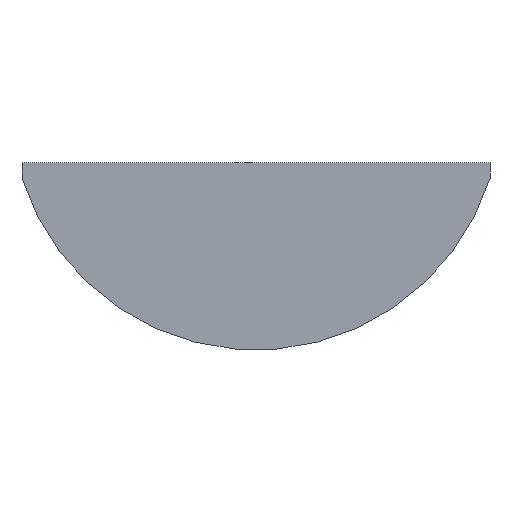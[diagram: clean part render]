
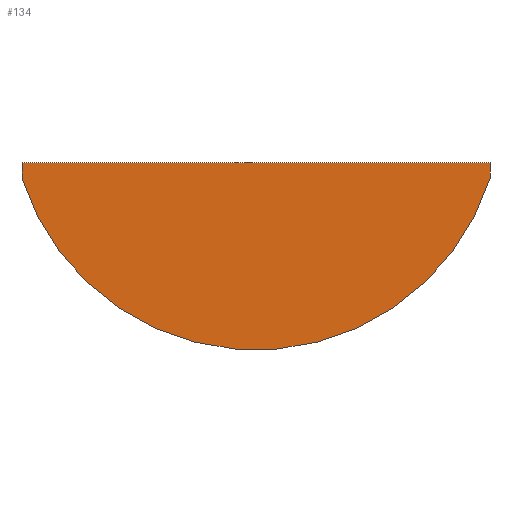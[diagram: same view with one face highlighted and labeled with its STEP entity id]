
A CAD part, front view. The second image highlights one B-rep face of the part: STEP entity #134.
In plain terms, the highlighted planar face has unit normal (0, -1, 0).
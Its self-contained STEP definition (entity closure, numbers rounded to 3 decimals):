
#17=CIRCLE('',#157,81.216);
#25=FACE_OUTER_BOUND('',#33,.T.);
#33=EDGE_LOOP('',(#116,#117,#118,#119));
#34=LINE('',#199,#48);
#38=LINE('',#207,#52);
#41=LINE('',#213,#55);
#48=VECTOR('',#163,10.);
#52=VECTOR('',#169,10.);
#55=VECTOR('',#174,10.);
#62=VERTEX_POINT('',#197);
#63=VERTEX_POINT('',#198);
#66=VERTEX_POINT('',#206);
#68=VERTEX_POINT('',#212);
#72=EDGE_CURVE('',#62,#63,#34,.T.);
#76=EDGE_CURVE('',#66,#63,#38,.T.);
#79=EDGE_CURVE('',#68,#66,#41,.T.);
#87=EDGE_CURVE('',#62,#68,#17,.T.);
#116=ORIENTED_EDGE('',*,*,#87,.F.);
#117=ORIENTED_EDGE('',*,*,#72,.T.);
#118=ORIENTED_EDGE('',*,*,#76,.F.);
#119=ORIENTED_EDGE('',*,*,#79,.F.);
#126=PLANE('',#158);
#134=ADVANCED_FACE('',(#25),#126,.F.);
#157=AXIS2_PLACEMENT_3D('',#228,#191,#192);
#158=AXIS2_PLACEMENT_3D('',#229,#193,#194);
#163=DIRECTION('',(0.,0.,1.));
#169=DIRECTION('',(1.,0.,0.));
#174=DIRECTION('',(0.,0.,1.));
#191=DIRECTION('center_axis',(0.,1.,0.));
#192=DIRECTION('ref_axis',(0.954,0.,-0.299));
#193=DIRECTION('center_axis',(0.,1.,0.));
#194=DIRECTION('ref_axis',(1.,0.,0.));
#197=CARTESIAN_POINT('',(50.,0.,0.));
#198=CARTESIAN_POINT('',(50.,0.,5.));
#199=CARTESIAN_POINT('',(50.,0.,0.));
#206=CARTESIAN_POINT('',(-105.,0.,5.));
#207=CARTESIAN_POINT('',(-105.,0.,5.));
#212=CARTESIAN_POINT('',(-105.,0.,0.));
#213=CARTESIAN_POINT('',(-105.,0.,0.));
#228=CARTESIAN_POINT('Origin',(-27.5,0.,24.285));
#229=CARTESIAN_POINT('Origin',(-27.5,0.,-28.466));
